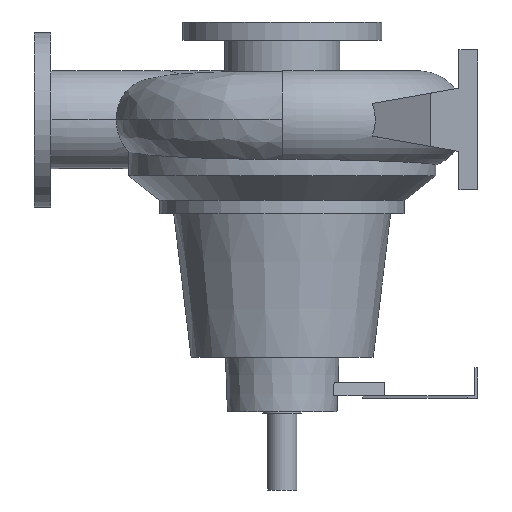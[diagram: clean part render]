
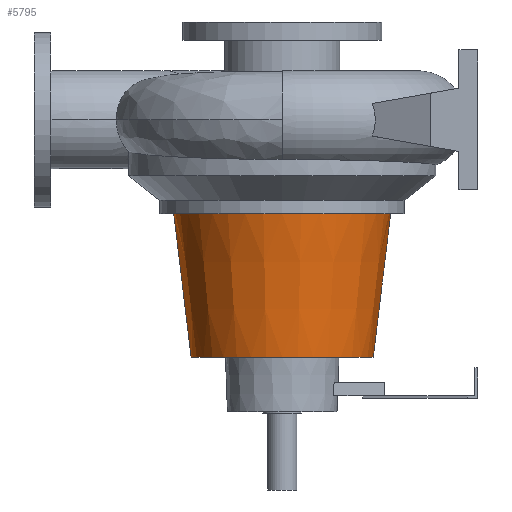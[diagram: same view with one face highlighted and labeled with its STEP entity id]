
A CAD part, left-side view. The second image highlights one B-rep face of the part: STEP entity #5795.
In plain terms, the highlighted conical face has half-angle 6.933 degrees and reference radius 130.3 mm.
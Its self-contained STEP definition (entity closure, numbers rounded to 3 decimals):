
#789 = DIRECTION ( 'NONE',  ( 0., -1., 0. ) ) ;
#812 = VERTEX_POINT ( 'NONE', #1790 ) ;
#1648 = CARTESIAN_POINT ( 'NONE',  ( 0., 130.3, -340. ) ) ;
#1790 = CARTESIAN_POINT ( 'NONE',  ( 0., 155.29, -134.5 ) ) ;
#1821 = EDGE_LOOP ( 'NONE', ( #6360, #6918, #6125, #5643 ) ) ;
#1853 = DIRECTION ( 'NONE',  ( 0., -1., 0. ) ) ;
#1995 = CARTESIAN_POINT ( 'NONE',  ( 0., 0., -340. ) ) ;
#2216 = CONICAL_SURFACE ( 'NONE', #3362, 130.3, 0.121 ) ;
#2346 = AXIS2_PLACEMENT_3D ( 'NONE', #5218, #4042, #789 ) ;
#2461 = CIRCLE ( 'NONE', #2346, 155.29 ) ;
#2632 = LINE ( 'NONE', #6922, #7017 ) ;
#3011 = CARTESIAN_POINT ( 'NONE',  ( 0., 130.3, -340. ) ) ;
#3063 = CARTESIAN_POINT ( 'NONE',  ( 0., 0., -340. ) ) ;
#3075 = DIRECTION ( 'NONE',  ( 0., 0., 1. ) ) ;
#3362 = AXIS2_PLACEMENT_3D ( 'NONE', #3063, #6268, #4237 ) ;
#3933 = EDGE_CURVE ( 'NONE', #4309, #812, #6551, .T. ) ;
#4042 = DIRECTION ( 'NONE',  ( 0., 0., 1. ) ) ;
#4237 = DIRECTION ( 'NONE',  ( 0., -1., 0. ) ) ;
#4268 = CARTESIAN_POINT ( 'NONE',  ( 0., -130.3, -340. ) ) ;
#4309 = VERTEX_POINT ( 'NONE', #3011 ) ;
#4470 = VERTEX_POINT ( 'NONE', #6708 ) ;
#4489 = VECTOR ( 'NONE', #6475, 1000. ) ;
#4742 = CIRCLE ( 'NONE', #6679, 130.3 ) ;
#4888 = DIRECTION ( 'NONE',  ( 0., -0.121, 0.993 ) ) ;
#5218 = CARTESIAN_POINT ( 'NONE',  ( 0., 0., -134.5 ) ) ;
#5643 = ORIENTED_EDGE ( 'NONE', *, *, #6993, .F. ) ;
#5729 = VERTEX_POINT ( 'NONE', #4268 ) ;
#5795 = ADVANCED_FACE ( 'NONE', ( #6346 ), #2216, .T. ) ;
#6125 = ORIENTED_EDGE ( 'NONE', *, *, #7028, .T. ) ;
#6268 = DIRECTION ( 'NONE',  ( 0., 0., 1. ) ) ;
#6346 = FACE_OUTER_BOUND ( 'NONE', #1821, .T. ) ;
#6360 = ORIENTED_EDGE ( 'NONE', *, *, #3933, .F. ) ;
#6448 = EDGE_CURVE ( 'NONE', #4309, #5729, #4742, .T. ) ;
#6475 = DIRECTION ( 'NONE',  ( 0., 0.121, 0.993 ) ) ;
#6551 = LINE ( 'NONE', #1648, #4489 ) ;
#6679 = AXIS2_PLACEMENT_3D ( 'NONE', #1995, #3075, #1853 ) ;
#6708 = CARTESIAN_POINT ( 'NONE',  ( 0., -155.29, -134.5 ) ) ;
#6918 = ORIENTED_EDGE ( 'NONE', *, *, #6448, .T. ) ;
#6922 = CARTESIAN_POINT ( 'NONE',  ( 0., -130.3, -340. ) ) ;
#6993 = EDGE_CURVE ( 'NONE', #812, #4470, #2461, .T. ) ;
#7017 = VECTOR ( 'NONE', #4888, 1000. ) ;
#7028 = EDGE_CURVE ( 'NONE', #5729, #4470, #2632, .T. ) ;
